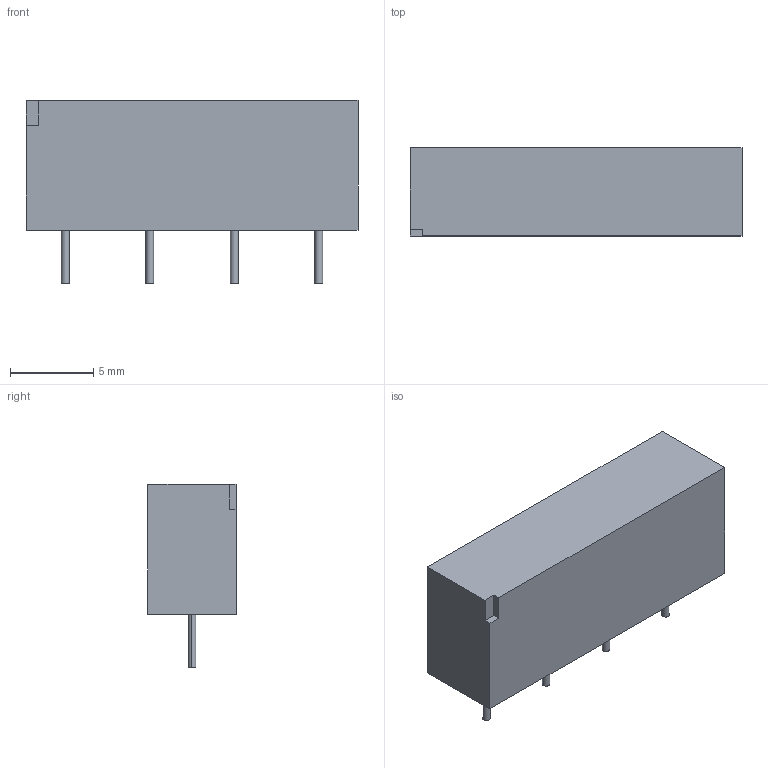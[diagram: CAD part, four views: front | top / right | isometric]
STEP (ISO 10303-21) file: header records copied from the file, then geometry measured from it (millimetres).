
FILE_DESCRIPTION(('CATIA V6 STEP','CAx-IF Rec.Pracs.--- Model Styling and Organization---1.5--- 2016-08-15','CAx-IF Rec.Pracs.---Supplemental Geometry---1.0---2011-11-01','CAx-IF Rec.Pracs.--- Composite Materials ---1.1---2010-07-15'),'2;1');
FILE_NAME('ResultFile.step','2020-07-30T16:08:21+00:00',('none'),('none'),'3DEXPERIENCE Platform3DEXPERIENCE R2021x HotFix 1','3DEXPERIENCE Platform STEP AP214 v2','none');
FILE_SCHEMA(('AUTOMOTIVE_DESIGN { 1 0 10303 214 1 1 1 1 }'));
Length unit declared in the file: millimetre
Products named in the file (3): SIP-1Axx; SIP-1Axx_1; Produit_physique2
Assembly tree (5 placements, depth 2):
  SIP-1Axx
    SIP-1Axx_1
    Produit_physique2  x4
Bounding box: 19.95 x 5.3 x 11 mm (x, y, z)
Volume: 826.4 mm3; surface area: 625.2 mm2
Topology: 5 solids, 5 shells, 25 faces, 45 edges, 30 vertices
Faces by surface type: plane 17, cylinder 8
Entity records: 470 total; most frequent: DIRECTION 71, CARTESIAN_POINT 70, ORIENTED_EDGE 54, AXIS2_PLACEMENT_3D 29, EDGE_CURVE 27, VECTOR 23, LINE 23, VERTEX_POINT 18
